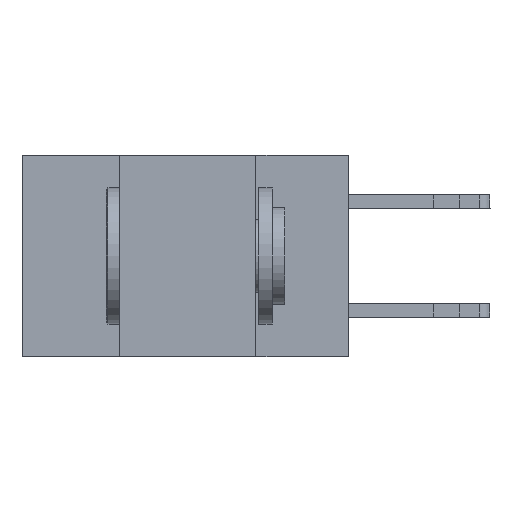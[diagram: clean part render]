
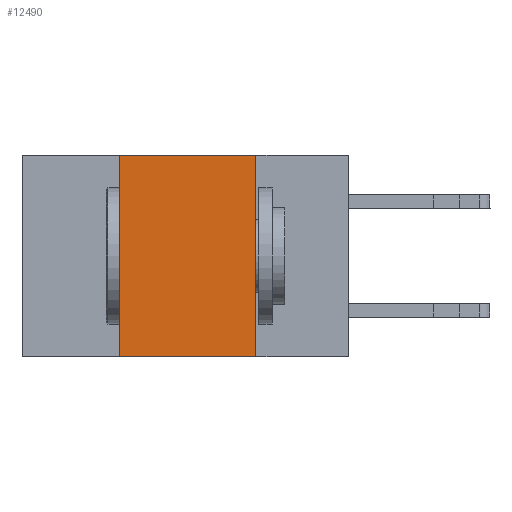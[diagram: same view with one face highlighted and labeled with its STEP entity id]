
A CAD part, left-side view. The second image highlights one B-rep face of the part: STEP entity #12490.
In plain terms, the highlighted planar face has unit normal (-1, 0, 0).
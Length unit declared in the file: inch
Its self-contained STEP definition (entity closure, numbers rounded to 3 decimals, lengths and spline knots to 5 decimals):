
#76 = ORIENTED_EDGE ( 'NONE', *, *, #16342, .F. ) ;
#241 = CARTESIAN_POINT ( 'NONE',  ( 0., 0.17, 0. ) ) ;
#365 = VECTOR ( 'NONE', #6513, 39.37008 ) ;
#369 = DIRECTION ( 'NONE',  ( 0., 0., -1. ) ) ;
#1134 = VERTEX_POINT ( 'NONE', #241 ) ;
#1413 = EDGE_CURVE ( 'NONE', #2470, #7428, #6669, .T. ) ;
#2086 = CARTESIAN_POINT ( 'NONE',  ( 0., 0.42, -0.37 ) ) ;
#2246 = LINE ( 'NONE', #2086, #7792 ) ;
#2281 = PLANE ( 'NONE',  #9255 ) ;
#2470 = VERTEX_POINT ( 'NONE', #15284 ) ;
#2931 = CARTESIAN_POINT ( 'NONE',  ( 0., 0.6, -0.37 ) ) ;
#3148 = DIRECTION ( 'NONE',  ( 0., -1., 0. ) ) ;
#4258 = ORIENTED_EDGE ( 'NONE', *, *, #15925, .F. ) ;
#4701 = CARTESIAN_POINT ( 'NONE',  ( 0., 0.17, -0.37 ) ) ;
#5704 = LINE ( 'NONE', #6940, #7237 ) ;
#6090 = DIRECTION ( 'NONE',  ( 0., 0., 1. ) ) ;
#6513 = DIRECTION ( 'NONE',  ( 0., -1., 0. ) ) ;
#6669 = LINE ( 'NONE', #2931, #365 ) ;
#6890 = EDGE_LOOP ( 'NONE', ( #8706, #76, #4258, #14447 ) ) ;
#6940 = CARTESIAN_POINT ( 'NONE',  ( 0., 0.17, -0.37 ) ) ;
#7200 = CARTESIAN_POINT ( 'NONE',  ( 0., 0.6, 0. ) ) ;
#7237 = VECTOR ( 'NONE', #369, 39.37008 ) ;
#7428 = VERTEX_POINT ( 'NONE', #4701 ) ;
#7792 = VECTOR ( 'NONE', #6090, 39.37008 ) ;
#8706 = ORIENTED_EDGE ( 'NONE', *, *, #14515, .F. ) ;
#9255 = AXIS2_PLACEMENT_3D ( 'NONE', #7200, #13519, #13599 ) ;
#9471 = LINE ( 'NONE', #14548, #14989 ) ;
#12490 = ADVANCED_FACE ( 'NONE', ( #14673 ), #2281, .F. ) ;
#13519 = DIRECTION ( 'NONE',  ( 1., 0., 0. ) ) ;
#13599 = DIRECTION ( 'NONE',  ( 0., 0., -1. ) ) ;
#14122 = VERTEX_POINT ( 'NONE', #14242 ) ;
#14242 = CARTESIAN_POINT ( 'NONE',  ( 0., 0.42, 0. ) ) ;
#14447 = ORIENTED_EDGE ( 'NONE', *, *, #1413, .T. ) ;
#14515 = EDGE_CURVE ( 'NONE', #1134, #7428, #5704, .T. ) ;
#14548 = CARTESIAN_POINT ( 'NONE',  ( 0., 0.6, 0. ) ) ;
#14673 = FACE_OUTER_BOUND ( 'NONE', #6890, .T. ) ;
#14989 = VECTOR ( 'NONE', #3148, 39.37008 ) ;
#15284 = CARTESIAN_POINT ( 'NONE',  ( 0., 0.42, -0.37 ) ) ;
#15925 = EDGE_CURVE ( 'NONE', #2470, #14122, #2246, .T. ) ;
#16342 = EDGE_CURVE ( 'NONE', #14122, #1134, #9471, .T. ) ;
